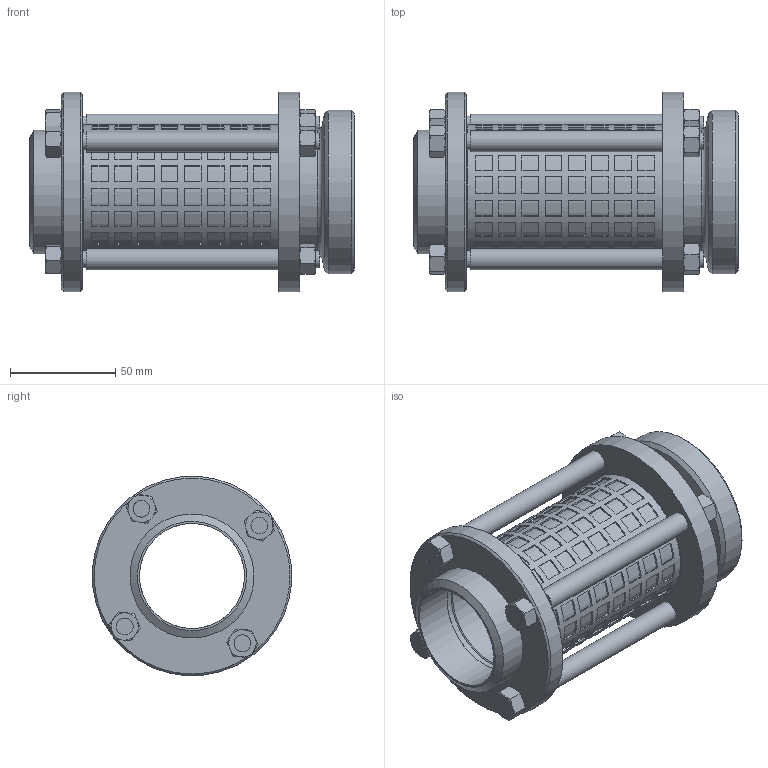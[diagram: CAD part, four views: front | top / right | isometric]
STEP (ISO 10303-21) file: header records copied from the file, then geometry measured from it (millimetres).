
FILE_DESCRIPTION(/* description */ (''),/* implementation_level */ '2;1');
FILE_NAME(/* name */ '51030050000.stp',/* time_stamp */ '2016-03-15T10:13:59+01:00',/* author */ ('Struska'),/* organization */ ('BUPOSPOL'),/* preprocessor_version */ 'ST-DEVELOPER v15.6',/* originating_system */ 'Autodesk Inventor 2015',/* authorisation */ '');
FILE_SCHEMA (('CONFIG_CONTROL_DESIGN'));
Length unit declared in the file: millimetre
Products named in the file (1): 51030050000
Bounding box: 154.4 x 94.85 x 94.85 mm (x, y, z)
Volume: 279467.2 mm3; surface area: 122769.2 mm2
Topology: 2 solids, 12 shells, 846 faces, 2299 edges, 1498 vertices
Faces by surface type: plane 673, cone 123, cylinder 48, torus 2
Full cylindrical faces by diameter (mm): 8 x20, 8.2 x4, 10 x4, 50 x3, 51 x2, 54 x1, 59 x1, 60 x4, 62.4 x1, 64 x1, 65 x2, 65.5 x2, 78 x1, 95 x2
Entity records: 27438 total; most frequent: CARTESIAN_POINT 4893, DIRECTION 4496, ORIENTED_EDGE 4386, EDGE_CURVE 2193, AXIS2_PLACEMENT_3D 1648, VERTEX_POINT 1469, EDGE_LOOP 1264, LINE 1200
